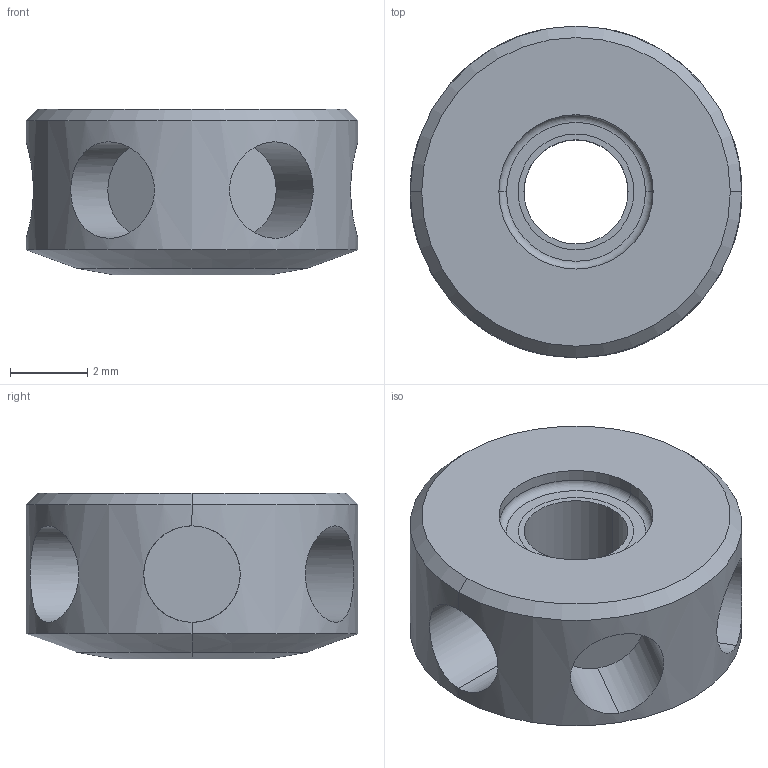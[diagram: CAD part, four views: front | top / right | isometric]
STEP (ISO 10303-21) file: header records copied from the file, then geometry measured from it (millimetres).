
FILE_DESCRIPTION(/* description */ (''),/* implementation_level */ '2;1');
FILE_NAME(/* name */ 'KSN2.stp',/* time_stamp */ '2022-02-03T10:43:19+09:00',/* author */ (''),/* organization */ (''),/* preprocessor_version */ 'ST-DEVELOPER v16',/* originating_system */ 'SIEMENS PLM Software NX 10.0',/* authorisation */ '');
FILE_SCHEMA (('AUTOMOTIVE_DESIGN { 1 0 10303 214 3 1 1 1 }'));
Length unit declared in the file: millimetre
Products named in the file (1): KSN2_SD
Bounding box: 8.6 x 8.6 x 4.3 mm (x, y, z)
Volume: 146 mm3; surface area: 369.5 mm2
Topology: 1 solids, 2 shells, 38 faces, 80 edges, 51 vertices
Faces by surface type: cylinder 20, plane 10, cone 6, torus 2
Entity records: 1423 total; most frequent: CARTESIAN_POINT 532, DIRECTION 190, ORIENTED_EDGE 156, AXIS2_PLACEMENT_3D 81, EDGE_CURVE 80, VERTEX_POINT 50, EDGE_LOOP 46, CIRCLE 40
